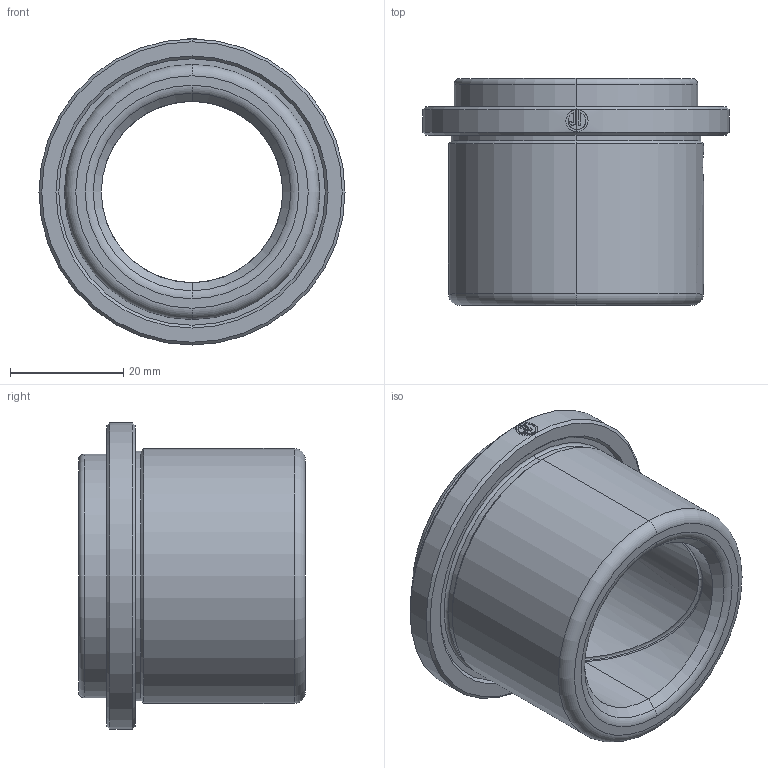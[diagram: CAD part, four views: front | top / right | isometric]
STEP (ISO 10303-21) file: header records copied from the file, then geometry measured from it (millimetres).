
FILE_DESCRIPTION (( 'STEP AP214' ), '1' );
FILE_NAME ('668QM 627QM-D32.STEP', '2021-11-07T00:51:10', ( '' ), ( '' ), 'SwSTEP 2.0', 'SolidWorks 2016', '' );
FILE_SCHEMA (( 'AUTOMOTIVE_DESIGN' ));
Length unit declared in the file: millimetre
Products named in the file (2): 668QM 627QM-D32
Bounding box: 54 x 40 x 54 mm (x, y, z)
Volume: 33332 mm3; surface area: 12639 mm2
Topology: 1 solids, 1 shells, 76 faces, 186 edges, 116 vertices
Faces by surface type: bspline 22, cylinder 19, plane 15, cone 10, torus 10
Entity records: 5912 total; most frequent: CARTESIAN_POINT 4257, ORIENTED_EDGE 372, DIRECTION 280, EDGE_CURVE 186, AXIS2_PLACEMENT_3D 120, VERTEX_POINT 116, EDGE_LOOP 84, B_SPLINE_CURVE_WITH_KNOTS 82
